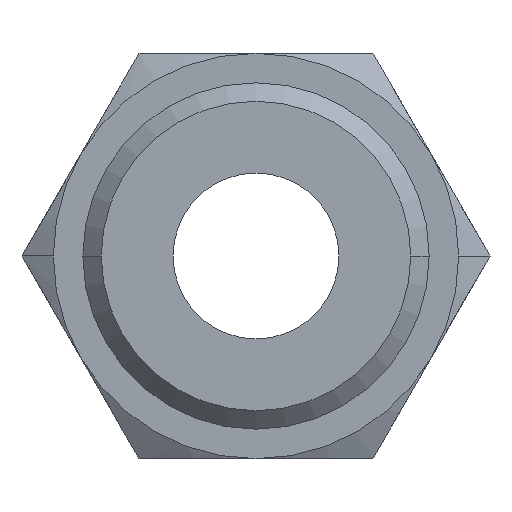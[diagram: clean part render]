
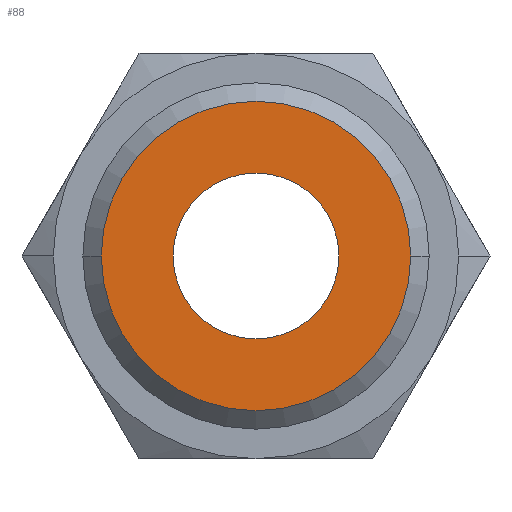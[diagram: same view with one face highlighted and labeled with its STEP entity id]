
A CAD part, front view. The second image highlights one B-rep face of the part: STEP entity #88.
In plain terms, the highlighted planar face has unit normal (0, -1, 0).
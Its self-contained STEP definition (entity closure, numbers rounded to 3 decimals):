
#88=ADVANCED_FACE('',(#195,#196),#197,.T.);
#195=FACE_BOUND('',#320,.T.);
#196=FACE_OUTER_BOUND('',#321,.T.);
#197=PLANE('',#322);
#320=EDGE_LOOP('',(#503,#504));
#321=EDGE_LOOP('',(#505,#506));
#322=AXIS2_PLACEMENT_3D('',#507,#508,#509);
#503=ORIENTED_EDGE('',*,*,#771,.T.);
#504=ORIENTED_EDGE('',*,*,#747,.T.);
#505=ORIENTED_EDGE('',*,*,#772,.F.);
#506=ORIENTED_EDGE('',*,*,#773,.F.);
#507=CARTESIAN_POINT('',(2.1,0.0,0.0));
#508=DIRECTION('',(-0.0,-1.0,-0.0));
#509=DIRECTION('',(-1.0,0.0,0.0));
#747=EDGE_CURVE('',#887,#891,#893,.T.);
#771=EDGE_CURVE('',#891,#887,#928,.T.);
#772=EDGE_CURVE('',#929,#930,#931,.T.);
#773=EDGE_CURVE('',#930,#929,#932,.T.);
#887=VERTEX_POINT('',#1131);
#891=VERTEX_POINT('',#1136);
#893=CIRCLE('',#1139,2.25);
#928=CIRCLE('',#1213,2.25);
#929=VERTEX_POINT('',#1214);
#930=VERTEX_POINT('',#1215);
#931=CIRCLE('',#1216,4.2);
#932=CIRCLE('',#1217,4.2);
#1131=CARTESIAN_POINT('',(2.25,0.0,0.));
#1136=CARTESIAN_POINT('',(-2.25,0.0,0.));
#1139=AXIS2_PLACEMENT_3D('',#1359,#1360,#1361);
#1213=AXIS2_PLACEMENT_3D('',#1392,#1393,#1394);
#1214=CARTESIAN_POINT('',(4.2,0.0,0.0));
#1215=CARTESIAN_POINT('',(-4.2,0.0,0.));
#1216=AXIS2_PLACEMENT_3D('',#1395,#1396,#1397);
#1217=AXIS2_PLACEMENT_3D('',#1398,#1399,#1400);
#1359=CARTESIAN_POINT('',(0.0,0.0,0.0));
#1360=DIRECTION('',(-0.0,1.0,0.0));
#1361=DIRECTION('',(1.0,0.0,0.0));
#1392=CARTESIAN_POINT('',(0.0,0.0,0.0));
#1393=DIRECTION('',(-0.0,1.0,0.0));
#1394=DIRECTION('',(1.0,0.0,0.0));
#1395=CARTESIAN_POINT('',(0.0,0.0,0.0));
#1396=DIRECTION('',(-0.0,1.0,0.0));
#1397=DIRECTION('',(1.0,0.0,0.0));
#1398=CARTESIAN_POINT('',(0.0,0.0,0.0));
#1399=DIRECTION('',(-0.0,1.0,0.0));
#1400=DIRECTION('',(1.0,0.0,0.0));
